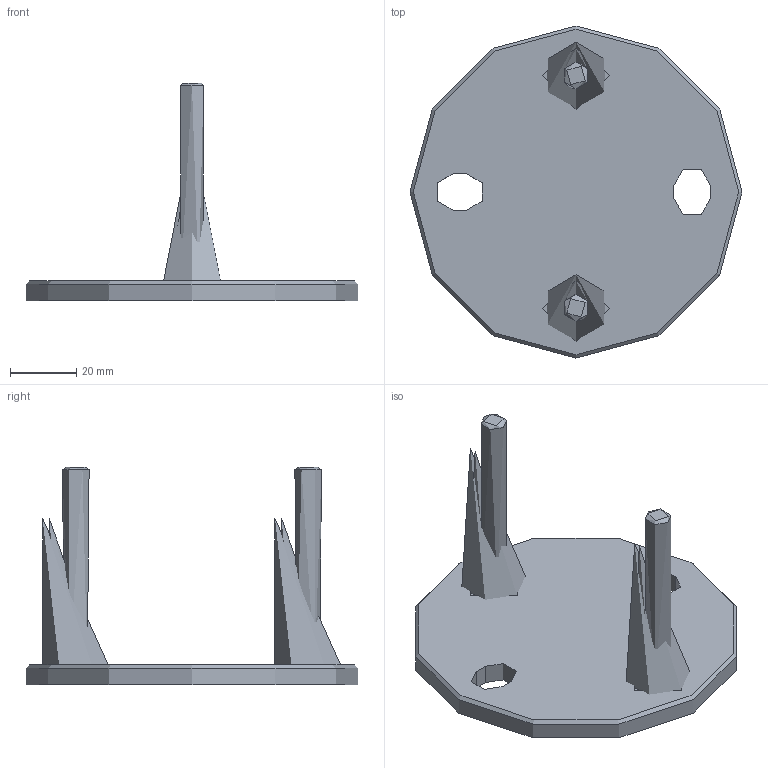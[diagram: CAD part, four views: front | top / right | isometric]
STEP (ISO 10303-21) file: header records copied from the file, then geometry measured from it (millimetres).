
FILE_DESCRIPTION (( 'STEP AP203' ), '1' );
FILE_NAME ('50132-240.STEP', '2020-03-27T10:18:23', ( '' ), ( '' ), 'SwSTEP 2.0', 'SolidWorks 2015', '' );
FILE_SCHEMA (( 'CONFIG_CONTROL_DESIGN' ));
Length unit declared in the file: millimetre
Products named in the file (10): 50132-240; 50132-240 Teil1_50132-240 Teil1; DIN7991 M8x65_DIN7991 M8x65; 50132-240 Teil2; DIN7991 M8x65; 50132-240 Teil1; 50132-240 Teil2_50132-240 Teil2
Assembly tree (7 placements, depth 2):
  50132-240
    50132-240 Teil1_50132-240 Teil1
    50132-240 Teil2_50132-240 Teil2  x2
    DIN7991 M8x65_DIN7991 M8x65  x2
  50132-240 Teil2
  50132-240 Teil2
  50132-240
    DIN7991 M8x65
    DIN7991 M8x65
  50132-240 Teil1
Bounding box: 100 x 100 x 65.6 mm (x, y, z)
Volume: 60848.2 mm3; surface area: 32275.8 mm2
Topology: 5 solids, 5 shells, 287 faces, 743 edges, 493 vertices
Faces by surface type: plane 159, bspline 100, cylinder 19, cone 9
Full cylindrical faces by diameter (mm): 8 x2, 8.5 x2, 16 x4, 20 x2, 20.2 x2, 100 x1
Entity records: 16359 total; most frequent: CARTESIAN_POINT 9595, ORIENTED_EDGE 1340, DIRECTION 856, EDGE_CURVE 670, VERTEX_POINT 452, VECTOR 434, LINE 434, EDGE_LOOP 314
